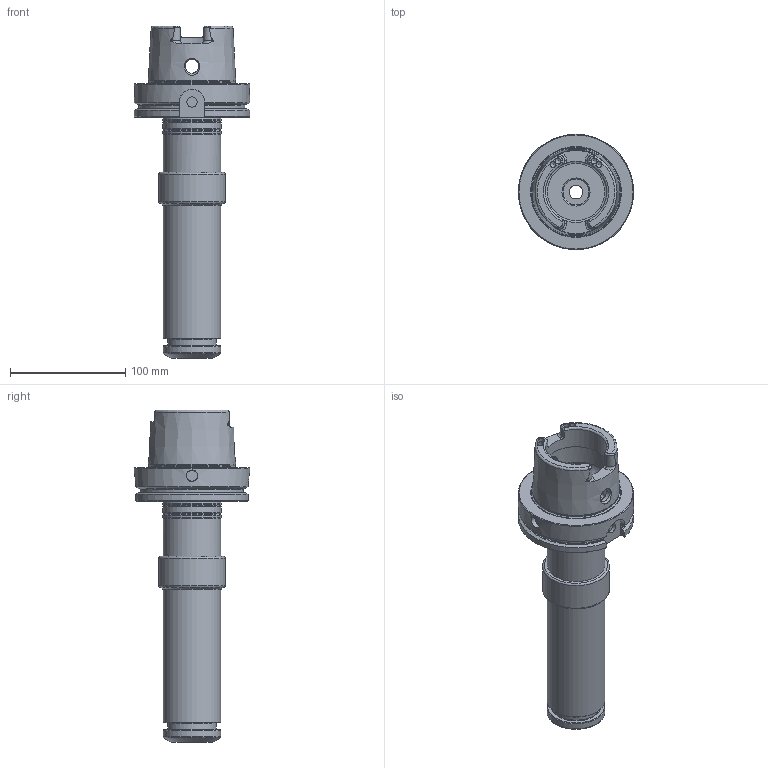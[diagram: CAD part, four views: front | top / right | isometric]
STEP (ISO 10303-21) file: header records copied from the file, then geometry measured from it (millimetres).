
FILE_DESCRIPTION(/* description */ (''),/* implementation_level */ '2;1');
FILE_NAME(/* name */ '888578070.stp',/* time_stamp */ '2023-03-15T12:24:42',/* author */ ('Ratnasingam Jekanthan'),/* organization */ ('REGO-FIX'),/* preprocessor_version */ ' Unknown',/* originating_system */ 'SIEMENS PLM Software Solid Edge ST10',/* authorization */ 'Unknown');
FILE_SCHEMA (('AUTOMOTIVE_DESIGN { 1 0 10303 214 2 1 1}'));
Length unit declared in the file: millimetre
Products named in the file (1): NOCUT
Bounding box: 100 x 100 x 288 mm (x, y, z)
Volume: 592203.1 mm3; surface area: 110613.1 mm2
Topology: 1 solids, 4 shells, 209 faces, 503 edges, 314 vertices
Faces by surface type: cylinder 58, cone 55, plane 51, torus 45
Full cylindrical faces by diameter (mm): 5 x4, 7.5 x1, 9 x1, 10 x1, 12 x4, 14 x1, 22.376 x1, 25 x1, 30.5 x1, 31.6 x1, 33 x2, 42 x2, 50 x6, 50.5 x3, 52.6 x1, 53 x3, 53.376 x1, 55 x1, 58 x1, 63 x1, 75.359 x1, 100 x1
Entity records: 6941 total; most frequent: CARTESIAN_POINT 1254, DIRECTION 900, ORIENTED_EDGE 700, AXIS2_PLACEMENT_3D 410, EDGE_CURVE 350, FACE_BOUND 350, EDGE_LOOP 346, VERTEX_POINT 278
